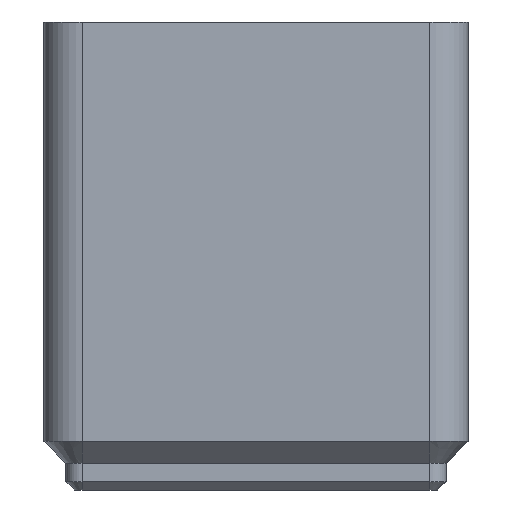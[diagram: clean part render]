
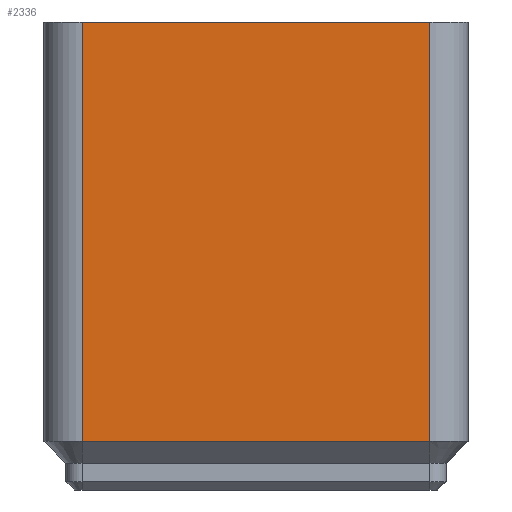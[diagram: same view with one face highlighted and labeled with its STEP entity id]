
A CAD part, front view. The second image highlights one B-rep face of the part: STEP entity #2336.
In plain terms, the highlighted planar face has unit normal (0, -1, 0).
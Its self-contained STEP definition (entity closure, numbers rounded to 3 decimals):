
#144=PLANE('',#2582);
#287=FACE_OUTER_BOUND('',#435,.T.);
#435=EDGE_LOOP('',(#2160,#2161,#2162,#2163));
#508=LINE('',#3506,#740);
#660=LINE('',#3947,#892);
#662=LINE('',#3952,#894);
#664=LINE('',#3956,#896);
#740=VECTOR('',#2778,10.);
#892=VECTOR('',#3256,10.);
#894=VECTOR('',#3262,10.);
#896=VECTOR('',#3268,10.);
#1059=VERTEX_POINT('',#3499);
#1061=VERTEX_POINT('',#3505);
#1177=VERTEX_POINT('',#3944);
#1178=VERTEX_POINT('',#3946);
#1281=EDGE_CURVE('',#1059,#1061,#508,.T.);
#1499=EDGE_CURVE('',#1178,#1177,#660,.T.);
#1502=EDGE_CURVE('',#1177,#1061,#662,.T.);
#1504=EDGE_CURVE('',#1059,#1178,#664,.T.);
#2160=ORIENTED_EDGE('',*,*,#1504,.T.);
#2161=ORIENTED_EDGE('',*,*,#1499,.T.);
#2162=ORIENTED_EDGE('',*,*,#1502,.T.);
#2163=ORIENTED_EDGE('',*,*,#1281,.F.);
#2336=ADVANCED_FACE('',(#287),#144,.T.);
#2582=AXIS2_PLACEMENT_3D('',#3964,#3280,#3281);
#2778=DIRECTION('',(-1.,0.,0.));
#3256=DIRECTION('',(-1.,0.,0.));
#3262=DIRECTION('',(0.,0.,-1.));
#3268=DIRECTION('',(0.,0.,1.));
#3280=DIRECTION('center_axis',(0.,-1.,0.));
#3281=DIRECTION('ref_axis',(1.,0.,0.));
#3499=CARTESIAN_POINT('',(37.75,0.,-0.25));
#3505=CARTESIAN_POINT('',(3.75,0.,-0.25));
#3506=CARTESIAN_POINT('',(34.5,0.,-0.25));
#3944=CARTESIAN_POINT('',(3.75,0.,40.8));
#3946=CARTESIAN_POINT('',(37.75,0.,40.8));
#3947=CARTESIAN_POINT('',(10.375,0.,40.8));
#3952=CARTESIAN_POINT('',(3.75,0.,0.));
#3956=CARTESIAN_POINT('',(37.75,0.,0.));
#3964=CARTESIAN_POINT('Origin',(0.,0.,0.));
